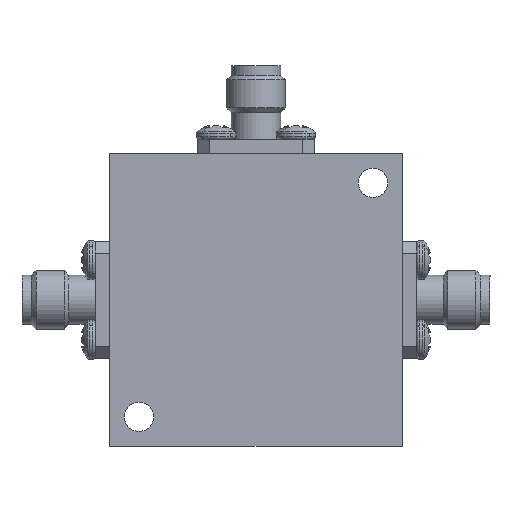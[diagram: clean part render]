
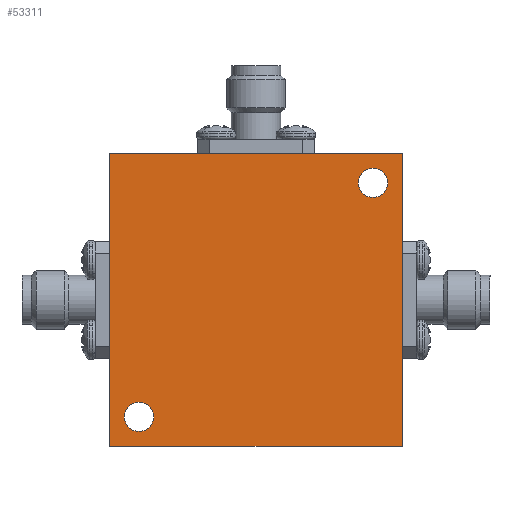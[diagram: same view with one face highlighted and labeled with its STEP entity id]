
A CAD part, front view. The second image highlights one B-rep face of the part: STEP entity #53311.
In plain terms, the highlighted planar face has unit normal (0, -1, 0).
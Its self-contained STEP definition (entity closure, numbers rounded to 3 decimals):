
#1471 = VERTEX_POINT ( 'NONE', #4228 ) ;
#4228 = CARTESIAN_POINT ( 'NONE',  ( -12.7, 0., -11.112 ) ) ;
#4247 = FACE_BOUND ( 'NONE', #21719, .T. ) ;
#5565 = CIRCLE ( 'NONE', #39975, 1.588 ) ;
#5653 = ORIENTED_EDGE ( 'NONE', *, *, #22956, .F. ) ;
#5733 = ORIENTED_EDGE ( 'NONE', *, *, #52083, .T. ) ;
#6573 = DIRECTION ( 'NONE',  ( 0., 0., -1. ) ) ;
#6839 = DIRECTION ( 'NONE',  ( 0., 1., 0. ) ) ;
#7620 = DIRECTION ( 'NONE',  ( 0., 1., 0. ) ) ;
#9619 = ORIENTED_EDGE ( 'NONE', *, *, #33337, .T. ) ;
#9656 = CARTESIAN_POINT ( 'NONE',  ( -15.875, 0., -15.875 ) ) ;
#10374 = DIRECTION ( 'NONE',  ( 0., 0., -1. ) ) ;
#12196 = DIRECTION ( 'NONE',  ( 0., 1., 0. ) ) ;
#12662 = EDGE_CURVE ( 'NONE', #26837, #26481, #28149, .T. ) ;
#13872 = DIRECTION ( 'NONE',  ( 0., 0., 1. ) ) ;
#14179 = CARTESIAN_POINT ( 'NONE',  ( 0., 0., 0. ) ) ;
#15116 = ORIENTED_EDGE ( 'NONE', *, *, #56603, .F. ) ;
#15953 = VECTOR ( 'NONE', #41958, 1000. ) ;
#18291 = EDGE_CURVE ( 'NONE', #24559, #1471, #25111, .T. ) ;
#19520 = DIRECTION ( 'NONE',  ( -1., 0., 0. ) ) ;
#20228 = AXIS2_PLACEMENT_3D ( 'NONE', #48356, #6839, #49261 ) ;
#21719 = EDGE_LOOP ( 'NONE', ( #32737, #9619 ) ) ;
#21749 = CARTESIAN_POINT ( 'NONE',  ( 12.7, 0., 11.112 ) ) ;
#22158 = VECTOR ( 'NONE', #19520, 1000. ) ;
#22526 = VERTEX_POINT ( 'NONE', #21749 ) ;
#22956 = EDGE_CURVE ( 'NONE', #37552, #31908, #29928, .T. ) ;
#23044 = AXIS2_PLACEMENT_3D ( 'NONE', #59274, #12196, #57216 ) ;
#23096 = PLANE ( 'NONE',  #43118 ) ;
#23374 = CARTESIAN_POINT ( 'NONE',  ( 12.7, 0., 12.7 ) ) ;
#23568 = DIRECTION ( 'NONE',  ( 0., 0., 1. ) ) ;
#24559 = VERTEX_POINT ( 'NONE', #27838 ) ;
#24948 = AXIS2_PLACEMENT_3D ( 'NONE', #49755, #7620, #26366 ) ;
#24989 = CIRCLE ( 'NONE', #23044, 1.588 ) ;
#25111 = CIRCLE ( 'NONE', #20228, 1.588 ) ;
#26366 = DIRECTION ( 'NONE',  ( 0., 0., 1. ) ) ;
#26481 = VERTEX_POINT ( 'NONE', #56665 ) ;
#26837 = VERTEX_POINT ( 'NONE', #45149 ) ;
#27838 = CARTESIAN_POINT ( 'NONE',  ( -12.7, 0., -14.287 ) ) ;
#28149 = LINE ( 'NONE', #36780, #33527 ) ;
#29928 = LINE ( 'NONE', #48699, #47599 ) ;
#30094 = EDGE_LOOP ( 'NONE', ( #5653, #15116, #40419, #48497 ) ) ;
#31796 = CIRCLE ( 'NONE', #24948, 1.588 ) ;
#31908 = VERTEX_POINT ( 'NONE', #40371 ) ;
#32196 = EDGE_CURVE ( 'NONE', #22526, #46501, #31796, .T. ) ;
#32737 = ORIENTED_EDGE ( 'NONE', *, *, #18291, .T. ) ;
#33337 = EDGE_CURVE ( 'NONE', #1471, #24559, #24989, .T. ) ;
#33527 = VECTOR ( 'NONE', #23568, 1000. ) ;
#33720 = DIRECTION ( 'NONE',  ( 0., -1., 0. ) ) ;
#36780 = CARTESIAN_POINT ( 'NONE',  ( -15.875, 0., 15.875 ) ) ;
#37030 = LINE ( 'NONE', #52099, #15953 ) ;
#37191 = DIRECTION ( 'NONE',  ( 0., 1., 0. ) ) ;
#37202 = FACE_BOUND ( 'NONE', #49811, .T. ) ;
#37552 = VERTEX_POINT ( 'NONE', #48030 ) ;
#38075 = CARTESIAN_POINT ( 'NONE',  ( 12.7, 0., 14.287 ) ) ;
#39975 = AXIS2_PLACEMENT_3D ( 'NONE', #23374, #37191, #13872 ) ;
#40371 = CARTESIAN_POINT ( 'NONE',  ( 15.875, 0., -15.875 ) ) ;
#40419 = ORIENTED_EDGE ( 'NONE', *, *, #12662, .F. ) ;
#41958 = DIRECTION ( 'NONE',  ( 1., 0., 0. ) ) ;
#43118 = AXIS2_PLACEMENT_3D ( 'NONE', #14179, #33720, #10374 ) ;
#45149 = CARTESIAN_POINT ( 'NONE',  ( -15.875, 0., -15.875 ) ) ;
#46501 = VERTEX_POINT ( 'NONE', #38075 ) ;
#46574 = LINE ( 'NONE', #9656, #22158 ) ;
#46988 = ORIENTED_EDGE ( 'NONE', *, *, #32196, .T. ) ;
#47599 = VECTOR ( 'NONE', #6573, 1000. ) ;
#47884 = EDGE_CURVE ( 'NONE', #31908, #26837, #46574, .T. ) ;
#48030 = CARTESIAN_POINT ( 'NONE',  ( 15.875, 0., 15.875 ) ) ;
#48356 = CARTESIAN_POINT ( 'NONE',  ( -12.7, 0., -12.7 ) ) ;
#48497 = ORIENTED_EDGE ( 'NONE', *, *, #47884, .F. ) ;
#48699 = CARTESIAN_POINT ( 'NONE',  ( 15.875, 0., 15.875 ) ) ;
#49261 = DIRECTION ( 'NONE',  ( 0., 0., 1. ) ) ;
#49755 = CARTESIAN_POINT ( 'NONE',  ( 12.7, 0., 12.7 ) ) ;
#49811 = EDGE_LOOP ( 'NONE', ( #46988, #5733 ) ) ;
#52083 = EDGE_CURVE ( 'NONE', #46501, #22526, #5565, .T. ) ;
#52099 = CARTESIAN_POINT ( 'NONE',  ( -15.875, 0., 15.875 ) ) ;
#52508 = FACE_OUTER_BOUND ( 'NONE', #30094, .T. ) ;
#53311 = ADVANCED_FACE ( 'NONE', ( #4247, #52508, #37202 ), #23096, .T. ) ;
#56603 = EDGE_CURVE ( 'NONE', #26481, #37552, #37030, .T. ) ;
#56665 = CARTESIAN_POINT ( 'NONE',  ( -15.875, 0., 15.875 ) ) ;
#57216 = DIRECTION ( 'NONE',  ( 0., 0., 1. ) ) ;
#59274 = CARTESIAN_POINT ( 'NONE',  ( -12.7, 0., -12.7 ) ) ;
